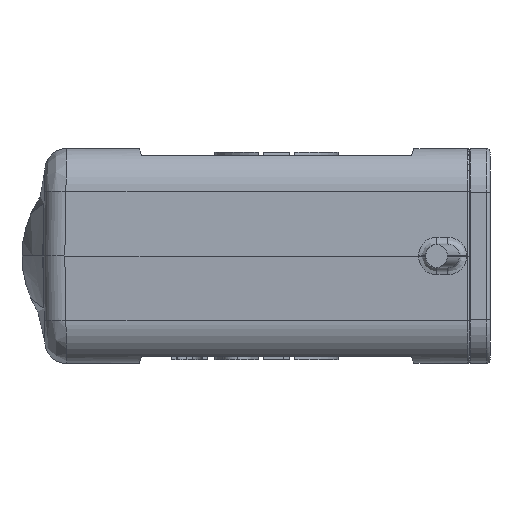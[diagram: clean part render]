
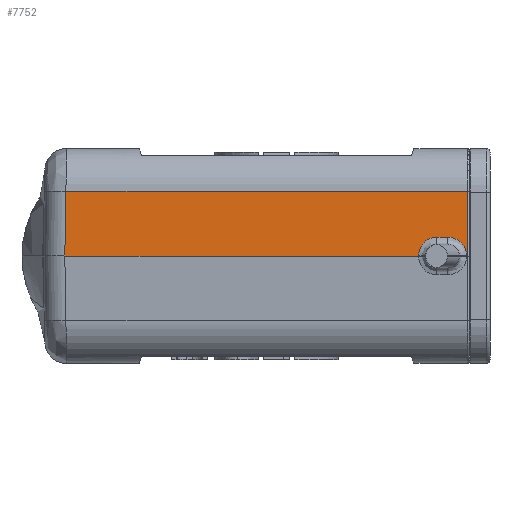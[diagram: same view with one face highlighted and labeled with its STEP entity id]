
A CAD part, left-side view. The second image highlights one B-rep face of the part: STEP entity #7752.
In plain terms, the highlighted planar face has unit normal (-1, 0.018, 0.017).
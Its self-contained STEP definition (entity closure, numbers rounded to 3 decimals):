
#131=DIRECTION('',(-0.017,-1.,0.));
#132=VECTOR('',#131,55.103);
#133=CARTESIAN_POINT('',(-30.378,79.673,8.855));
#134=LINE('',#133,#132);
#147=DIRECTION('',(-0.017,-1.,0.));
#148=VECTOR('',#147,0.136);
#149=CARTESIAN_POINT('',(-31.492,24.717,
0.));
#150=LINE('',#149,#148);
#151=DIRECTION('',(-0.017,-1.,0.));
#152=VECTOR('',#151,48.578);
#153=CARTESIAN_POINT('',(-30.53,79.828,
0.));
#154=LINE('',#153,#152);
#155=DIRECTION('',(-0.017,0.017,-1.));
#156=VECTOR('',#155,8.857);
#157=CARTESIAN_POINT('',(-30.378,79.673,8.855));
#158=LINE('',#157,#156);
#183=CARTESIAN_POINT('',(-31.495,24.58,0.));
#191=DIRECTION('',(-0.017,0.,-1.));
#192=VECTOR('',#191,8.856);
#193=CARTESIAN_POINT('',(-31.34,24.579,8.855));
#194=LINE('',#193,#192);
#517=CARTESIAN_POINT('',(-30.378,79.673,8.855));
#5031=CARTESIAN_POINT('',(-31.378,31.258,
0.));
#5041=DIRECTION('',(-0.017,0.,-1.));
#5042=VECTOR('',#5041,0.082);
#5043=CARTESIAN_POINT('',(-31.377,31.258,
0.082));
#5044=LINE('',#5043,#5042);
#5084=DIRECTION('',(0.017,1.,0.));
#5085=VECTOR('',#5084,1.414);
#5086=CARTESIAN_POINT('',(-31.401,27.344,2.583));
#5087=LINE('',#5086,#5085);
#5093=CARTESIAN_POINT('',(-31.377,28.757,2.583));
#5094=CARTESIAN_POINT('',(-31.373,28.981,2.583));
#5095=CARTESIAN_POINT('',(-31.366,29.41,2.525));
#5096=CARTESIAN_POINT('',(-31.36,30.022,2.273));
#5097=CARTESIAN_POINT('',(-31.358,30.545,1.871));
#5098=CARTESIAN_POINT('',(-31.36,30.947,1.349));
#5099=CARTESIAN_POINT('',(-31.366,31.2,
0.736));
#5100=CARTESIAN_POINT('',(-31.373,31.258,
0.306));
#5101=CARTESIAN_POINT('',(-31.377,31.258,
0.082));
#5113=CARTESIAN_POINT('',(-31.491,24.716,
0.083));
#5114=CARTESIAN_POINT('',(-31.489,24.716,
0.187));
#5115=CARTESIAN_POINT('',(-31.485,24.728,
0.394));
#5116=CARTESIAN_POINT('',(-31.479,24.788,
0.706));
#5117=CARTESIAN_POINT('',(-31.472,24.891,1.01));
#5118=CARTESIAN_POINT('',(-31.464,25.035,1.3));
#5119=CARTESIAN_POINT('',(-31.456,25.218,1.572));
#5120=CARTESIAN_POINT('',(-31.448,25.44,1.823));
#5121=CARTESIAN_POINT('',(-31.439,25.697,2.045));
#5122=CARTESIAN_POINT('',(-31.431,25.985,2.234));
#5123=CARTESIAN_POINT('',(-31.423,26.3,2.387));
#5124=CARTESIAN_POINT('',(-31.415,26.638,2.499));
#5125=CARTESIAN_POINT('',(-31.408,26.989,2.568));
#5126=CARTESIAN_POINT('',(-31.403,27.225,2.583));
#5127=CARTESIAN_POINT('',(-31.401,27.344,2.583));
#5144=DIRECTION('',(0.017,-0.004,1.));
#5145=VECTOR('',#5144,0.083);
#5146=CARTESIAN_POINT('',(-31.492,24.717,
0.));
#5147=LINE('',#5146,#5145);
#5281=CARTESIAN_POINT('',(-31.492,24.717,
0.));
#6640=VERTEX_POINT('',#183);
#6660=CARTESIAN_POINT('',(-31.34,24.58,8.855));
#6662=VERTEX_POINT('',#6660);
#6996=VERTEX_POINT('',#5113);
#6997=VERTEX_POINT('',#5127);
#7000=VERTEX_POINT('',#5281);
#7003=VERTEX_POINT('',#517);
#7074=VERTEX_POINT('',#5031);
#7075=CARTESIAN_POINT('',(-31.377,31.258,
0.082));
#7076=VERTEX_POINT('',#7075);
#7118=CARTESIAN_POINT('',(-31.377,28.757,2.583));
#7119=VERTEX_POINT('',#7118);
#7129=CARTESIAN_POINT('',(-30.53,79.828,
0.));
#7130=VERTEX_POINT('',#7129);
#7726=CARTESIAN_POINT('',(-31.224,24.275,15.841));
#7727=DIRECTION('',(-1.,0.017,0.017));
#7728=DIRECTION('',(-0.017,-1.,0.));
#7729=AXIS2_PLACEMENT_3D('',#7726,#7727,#7728);
#7730=PLANE('',#7729);
#7732=ORIENTED_EDGE('',*,*,#7731,.F.);
#7734=ORIENTED_EDGE('',*,*,#7733,.T.);
#7736=ORIENTED_EDGE('',*,*,#7735,.T.);
#7738=ORIENTED_EDGE('',*,*,#7737,.T.);
#7740=ORIENTED_EDGE('',*,*,#7739,.T.);
#7742=ORIENTED_EDGE('',*,*,#7741,.T.);
#7744=ORIENTED_EDGE('',*,*,#7743,.F.);
#7746=ORIENTED_EDGE('',*,*,#7745,.F.);
#7747=ORIENTED_EDGE('',*,*,#7709,.T.);
#7749=ORIENTED_EDGE('',*,*,#7748,.T.);
#7750=EDGE_LOOP('',(#7732,#7734,#7736,#7738,#7740,#7742,#7744,#7746,#7747,
#7749));
#7751=FACE_OUTER_BOUND('',#7750,.F.);
#7752=ADVANCED_FACE('',(#7751),#7730,.T.);
#5102=B_SPLINE_CURVE_WITH_KNOTS('',3,(#5093,#5094,#5095,#5096,#5097,#5098,#5099,
#5100,#5101),.UNSPECIFIED.,.F.,.F.,(4,1,1,1,1,1,4),(0.,0.167,
0.333,0.5,0.667,0.833,1.),
.UNSPECIFIED.);
#5128=B_SPLINE_CURVE_WITH_KNOTS('',3,(#5113,#5114,#5115,#5116,#5117,#5118,#5119,
#5120,#5121,#5122,#5123,#5124,#5125,#5126,#5127),.UNSPECIFIED.,.F.,.F.,(4,1,1,1,
1,1,1,1,1,1,1,1,4),(0.,0.083,0.167,0.25,
0.333,0.417,0.5,0.583,0.667,
0.75,0.833,0.917,1.),.UNSPECIFIED.);
#7709=EDGE_CURVE('',#7003,#6662,#134,.T.);
#7731=EDGE_CURVE('',#7000,#6640,#150,.T.);
#7733=EDGE_CURVE('',#7000,#6996,#5147,.T.);
#7735=EDGE_CURVE('',#6996,#6997,#5128,.T.);
#7737=EDGE_CURVE('',#6997,#7119,#5087,.T.);
#7739=EDGE_CURVE('',#7119,#7076,#5102,.T.);
#7741=EDGE_CURVE('',#7076,#7074,#5044,.T.);
#7743=EDGE_CURVE('',#7130,#7074,#154,.T.);
#7745=EDGE_CURVE('',#7003,#7130,#158,.T.);
#7748=EDGE_CURVE('',#6662,#6640,#194,.T.);
